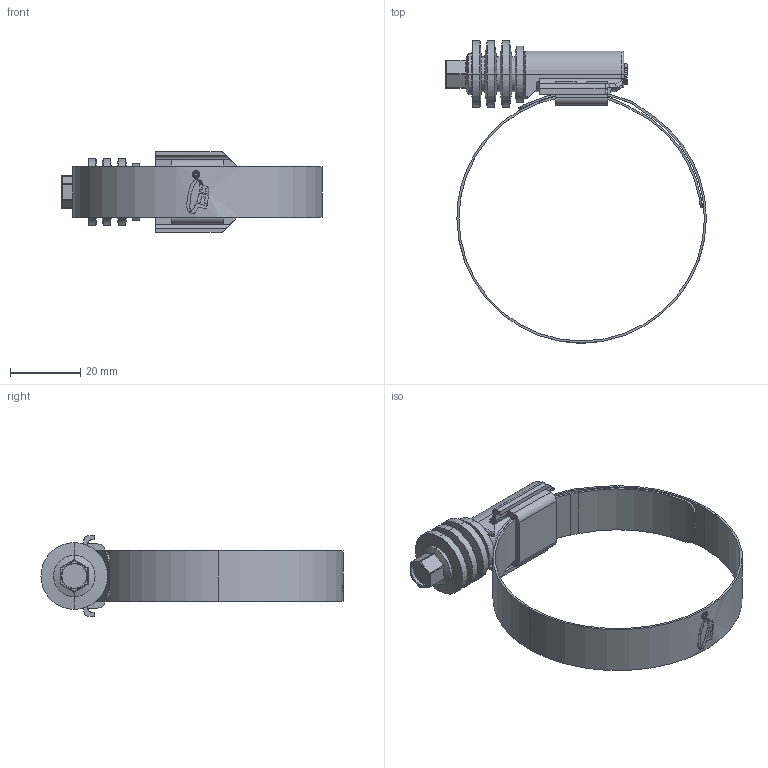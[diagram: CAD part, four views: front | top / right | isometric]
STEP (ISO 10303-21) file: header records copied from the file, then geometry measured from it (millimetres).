
FILE_DESCRIPTION (( 'STEP AP214' ), '1' );
FILE_NAME ('TRI-47-FLXG-36.step', '2025-09-07T14:39:23', ( '' ), ( '' ), 'SwSTEP 2.0', 'SolidWorks 2025', '' );
FILE_SCHEMA (( 'AUTOMOTIVE_DESIGN' ));
Length unit declared in the file: millimetre
Products named in the file (1): TRI-47-FLXG-36
Bounding box: 74.38 x 86.18 x 23 mm (x, y, z)
Volume: 9999.1 mm3; surface area: 15134.9 mm2
Topology: 4 solids, 4 shells, 323 faces, 851 edges, 534 vertices
Faces by surface type: cylinder 139, plane 88, bspline 57, cone 24, sphere 9, torus 6
Entity records: 11466 total; most frequent: CARTESIAN_POINT 3978, ORIENTED_EDGE 1686, DIRECTION 1338, EDGE_CURVE 843, VERTEX_POINT 534, AXIS2_PLACEMENT_3D 456, LINE 426, VECTOR 426
